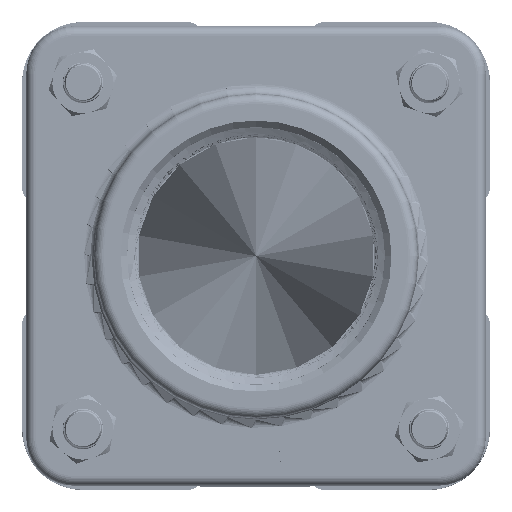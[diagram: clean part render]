
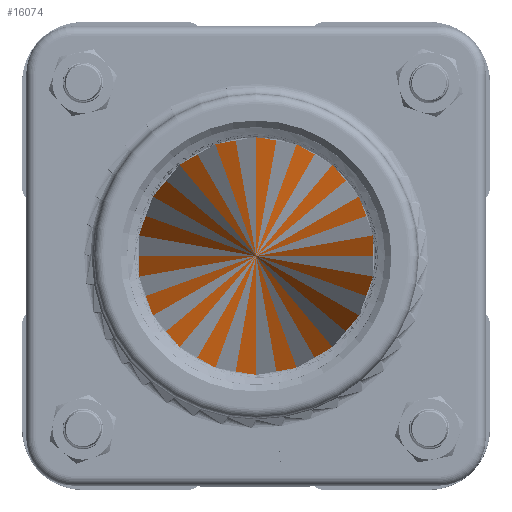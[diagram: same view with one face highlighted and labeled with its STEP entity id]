
A CAD part, front view. The second image highlights one B-rep face of the part: STEP entity #16074.
In plain terms, the highlighted conical face has half-angle 1.78 degrees and reference radius 29.728 mm.
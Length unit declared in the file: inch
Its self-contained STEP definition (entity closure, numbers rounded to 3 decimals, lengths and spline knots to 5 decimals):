
#1817=FACE_OUTER_BOUND('',#2800,.T.);
#2800=EDGE_LOOP('',(#10868,#10869,#10870));
#3866=B_SPLINE_CURVE_WITH_KNOTS('',3,(#23402,#23403,#23404,#23405,#23406,
#23407,#23408,#23409,#23410,#23411,#23412,#23413,#23414,#23415,#23416,#23417,
#23418,#23419,#23420,#23421,#23422,#23423,#23424,#23425,#23426,#23427,#23428,
#23429,#23430,#23431,#23432,#23433,#23434,#23435,#23436,#23437,#23438,#23439,
#23440,#23441,#23442,#23443,#23444),.UNSPECIFIED.,.F.,.F.,(4,3,3,3,3,3,
3,3,3,3,3,3,3,3,4),(-34.55752,-34.52309,-34.0299,
-33.53672,-33.04353,-32.55034,-32.05716,-31.56397,
-31.07078,-30.57759,-30.08441,-29.59122,
-29.09803,-28.60485,-28.27433),.UNSPECIFIED.);
#4448=LINE('',#23400,#5601);
#4449=LINE('',#23445,#5602);
#5601=VECTOR('',#18938,1.17041);
#5602=VECTOR('',#18939,1.17041);
#6754=VERTEX_POINT('',#23398);
#6755=VERTEX_POINT('',#23399);
#6756=VERTEX_POINT('',#23401);
#8353=EDGE_CURVE('',#6754,#6755,#4448,.T.);
#8354=EDGE_CURVE('',#6754,#6756,#3866,.T.);
#8355=EDGE_CURVE('',#6756,#6755,#4449,.T.);
#10868=ORIENTED_EDGE('',*,*,#8353,.F.);
#10869=ORIENTED_EDGE('',*,*,#8354,.T.);
#10870=ORIENTED_EDGE('',*,*,#8355,.T.);
#15898=CONICAL_SURFACE('',#17279,1.17041,0.031);
#16074=ADVANCED_FACE('',(#1817),#15898,.F.);
#17279=AXIS2_PLACEMENT_3D('',#23397,#18936,#18937);
#18936=DIRECTION('center_axis',(0.,1.,0.));
#18937=DIRECTION('ref_axis',(0.,0.,1.));
#18938=DIRECTION('',(0.,1.,-0.031));
#18939=DIRECTION('',(0.,-1.,0.031));
#23397=CARTESIAN_POINT('Origin',(0.,0.91,0.));
#23398=CARTESIAN_POINT('',(0.,0.84312,-1.16833));
#23399=CARTESIAN_POINT('',(0.,0.92174,-1.17077));
#23400=CARTESIAN_POINT('',(0.,0.91,-1.17041));
#23401=CARTESIAN_POINT('',(0.,0.93008,-1.17103));
#23402=CARTESIAN_POINT('Ctrl Pts',(-0.00001,0.84312,
-1.16841));
#23403=CARTESIAN_POINT('Ctrl Pts',(-0.01342,0.84328,
-1.16843));
#23404=CARTESIAN_POINT('Ctrl Pts',(-0.02682,0.84344,
-1.1682));
#23405=CARTESIAN_POINT('Ctrl Pts',(-0.04022,0.8436,
-1.16775));
#23406=CARTESIAN_POINT('Ctrl Pts',(-0.23213,0.84587,
-1.16121));
#23407=CARTESIAN_POINT('Ctrl Pts',(-0.42241,0.84815,
-1.10636));
#23408=CARTESIAN_POINT('Ctrl Pts',(-0.58839,0.85042,
-1.00973));
#23409=CARTESIAN_POINT('Ctrl Pts',(-0.75436,0.8527,
-0.91309));
#23410=CARTESIAN_POINT('Ctrl Pts',(-0.89603,0.85497,
-0.77467));
#23411=CARTESIAN_POINT('Ctrl Pts',(-0.99649,0.85725,
-0.61094));
#23412=CARTESIAN_POINT('Ctrl Pts',(-1.09695,0.85952,-0.44722));
#23413=CARTESIAN_POINT('Ctrl Pts',(-1.15621,0.8618,
-0.25819));
#23414=CARTESIAN_POINT('Ctrl Pts',(-1.16719,0.86407,
-0.06638));
#23415=CARTESIAN_POINT('Ctrl Pts',(-1.17817,0.86635,
0.12544));
#23416=CARTESIAN_POINT('Ctrl Pts',(-1.14087,0.86862,
0.32003));
#23417=CARTESIAN_POINT('Ctrl Pts',(-1.05971,0.8709,
0.49421));
#23418=CARTESIAN_POINT('Ctrl Pts',(-0.97856,0.87317,
0.6684));
#23419=CARTESIAN_POINT('Ctrl Pts',(-0.85355,0.87545,
0.82217));
#23420=CARTESIAN_POINT('Ctrl Pts',(-0.69957,0.87773,
0.93719));
#23421=CARTESIAN_POINT('Ctrl Pts',(-0.5456,0.88,
1.05222));
#23422=CARTESIAN_POINT('Ctrl Pts',(-0.36265,0.88228,
1.12849));
#23423=CARTESIAN_POINT('Ctrl Pts',(-0.17254,0.88455,
1.15692));
#23424=CARTESIAN_POINT('Ctrl Pts',(0.01758,0.88683,
1.18534));
#23425=CARTESIAN_POINT('Ctrl Pts',(0.21487,0.8891,
1.16591));
#23426=CARTESIAN_POINT('Ctrl Pts',(0.39582,0.89138,
1.10093));
#23427=CARTESIAN_POINT('Ctrl Pts',(0.57677,0.89365,
1.03595));
#23428=CARTESIAN_POINT('Ctrl Pts',(0.74139,0.89593,
0.92541));
#23429=CARTESIAN_POINT('Ctrl Pts',(0.87003,0.8982,
0.78248));
#23430=CARTESIAN_POINT('Ctrl Pts',(0.99867,0.90048,
0.63954));
#23431=CARTESIAN_POINT('Ctrl Pts',(1.09135,0.90275,0.46421));
#23432=CARTESIAN_POINT('Ctrl Pts',(1.13701,0.90503,0.27737));
#23433=CARTESIAN_POINT('Ctrl Pts',(1.18266,0.9073,0.09053));
#23434=CARTESIAN_POINT('Ctrl Pts',(1.18128,0.90958,-0.10781));
#23435=CARTESIAN_POINT('Ctrl Pts',(1.13303,0.91185,-0.29403));
#23436=CARTESIAN_POINT('Ctrl Pts',(1.08478,0.91413,-0.48025));
#23437=CARTESIAN_POINT('Ctrl Pts',(0.98964,0.9164,
-0.65435));
#23438=CARTESIAN_POINT('Ctrl Pts',(0.85896,0.91868,
-0.79555));
#23439=CARTESIAN_POINT('Ctrl Pts',(0.72827,0.92095,
-0.93676));
#23440=CARTESIAN_POINT('Ctrl Pts',(0.56202,0.92323,-1.04509));
#23441=CARTESIAN_POINT('Ctrl Pts',(0.38002,0.9255,
-1.10761));
#23442=CARTESIAN_POINT('Ctrl Pts',(0.25805,0.92703,-1.1495));
#23443=CARTESIAN_POINT('Ctrl Pts',(0.129,0.92855,
-1.17083));
#23444=CARTESIAN_POINT('Ctrl Pts',(-0.00002,0.93008,
-1.17098));
#23445=CARTESIAN_POINT('',(0.,0.91,-1.17041));
